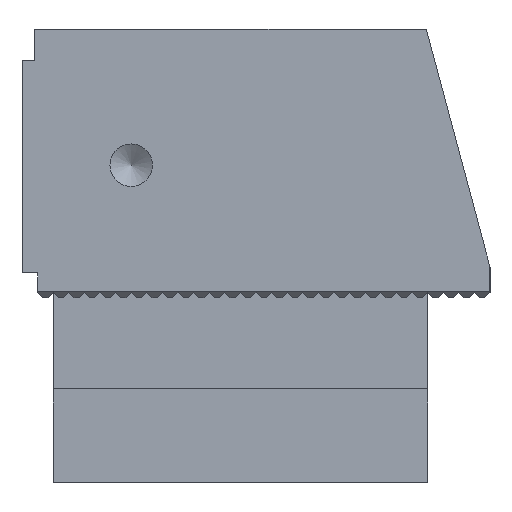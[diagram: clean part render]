
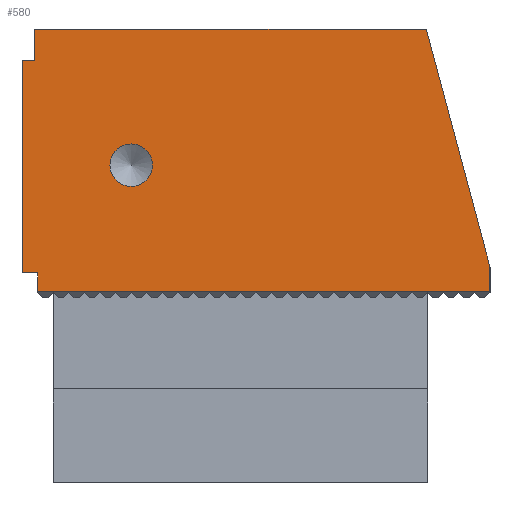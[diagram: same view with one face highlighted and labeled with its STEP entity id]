
A CAD part, left-side view. The second image highlights one B-rep face of the part: STEP entity #580.
In plain terms, the highlighted face is planar.
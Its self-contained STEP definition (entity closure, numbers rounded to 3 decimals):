
#580 = ADVANCED_FACE( '', ( #1257, #1258 ), #1259, .F. );
#1257 = FACE_BOUND( '', #2040, .T. );
#1258 = FACE_OUTER_BOUND( '', #2041, .T. );
#1259 = PLANE( '', #2042 );
#2040 = EDGE_LOOP( '', ( #3545 ) );
#2041 = EDGE_LOOP( '', ( #3546, #3547, #3548, #3549, #3550, #3551, #3552, #3553, #3554 ) );
#2042 = AXIS2_PLACEMENT_3D( '', #3555, #3556, #3557 );
#3545 = ORIENTED_EDGE( '', *, *, #5040, .T. );
#3546 = ORIENTED_EDGE( '', *, *, #5225, .F. );
#3547 = ORIENTED_EDGE( '', *, *, #4920, .T. );
#3548 = ORIENTED_EDGE( '', *, *, #5305, .F. );
#3549 = ORIENTED_EDGE( '', *, *, #5306, .F. );
#3550 = ORIENTED_EDGE( '', *, *, #5307, .T. );
#3551 = ORIENTED_EDGE( '', *, *, #5308, .F. );
#3552 = ORIENTED_EDGE( '', *, *, #5149, .T. );
#3553 = ORIENTED_EDGE( '', *, *, #5309, .F. );
#3554 = ORIENTED_EDGE( '', *, *, #5310, .F. );
#3555 = CARTESIAN_POINT( '', ( 50., -37.5, 43. ) );
#3556 = DIRECTION( '', ( -1., 0., 0. ) );
#3557 = DIRECTION( '', ( 0., 0., 1. ) );
#4920 = EDGE_CURVE( '', #6011, #6016, #6018, .T. );
#5040 = EDGE_CURVE( '', #6204, #6204, #6205, .T. );
#5149 = EDGE_CURVE( '', #6379, #6377, #6380, .T. );
#5225 = EDGE_CURVE( '', #6011, #6485, #6486, .T. );
#5305 = EDGE_CURVE( '', #6597, #6016, #6598, .T. );
#5306 = EDGE_CURVE( '', #6599, #6597, #6600, .T. );
#5307 = EDGE_CURVE( '', #6599, #6601, #6602, .T. );
#5308 = EDGE_CURVE( '', #6379, #6601, #6603, .T. );
#5309 = EDGE_CURVE( '', #6604, #6377, #6605, .T. );
#5310 = EDGE_CURVE( '', #6485, #6604, #6606, .T. );
#6011 = VERTEX_POINT( '', #7559 );
#6016 = VERTEX_POINT( '', #7566 );
#6018 = LINE( '', #7569, #7570 );
#6204 = VERTEX_POINT( '', #7841 );
#6205 = CIRCLE( '', #7842, 3.4 );
#6377 = VERTEX_POINT( '', #8086 );
#6379 = VERTEX_POINT( '', #8089 );
#6380 = LINE( '', #8090, #8091 );
#6485 = VERTEX_POINT( '', #8243 );
#6486 = LINE( '', #8244, #8245 );
#6597 = VERTEX_POINT( '', #8409 );
#6598 = LINE( '', #8410, #8411 );
#6599 = VERTEX_POINT( '', #8412 );
#6600 = LINE( '', #8413, #8414 );
#6601 = VERTEX_POINT( '', #8415 );
#6602 = LINE( '', #8416, #8417 );
#6603 = LINE( '', #8418, #8419 );
#6604 = VERTEX_POINT( '', #8420 );
#6605 = LINE( '', #8421, #8422 );
#6606 = LINE( '', #8423, #8424 );
#7559 = CARTESIAN_POINT( '', ( 50., -37.5, 38. ) );
#7566 = CARTESIAN_POINT( '', ( 50., -37.5, 4. ) );
#7569 = CARTESIAN_POINT( '', ( 50., -37.5, 43. ) );
#7570 = VECTOR( '', #9173, 1000. );
#7841 = CARTESIAN_POINT( '', ( 50., -20., 17.85 ) );
#7842 = AXIS2_PLACEMENT_3D( '', #9268, #9269, #9270 );
#8086 = CARTESIAN_POINT( '', ( 50., 27.3, 43. ) );
#8089 = CARTESIAN_POINT( '', ( 50., 37.5, 4.933 ) );
#8090 = CARTESIAN_POINT( '', ( 50., 27.3, 43. ) );
#8091 = VECTOR( '', #9365, 1000. );
#8243 = CARTESIAN_POINT( '', ( 50., -35.5, 38. ) );
#8244 = CARTESIAN_POINT( '', ( 50., -37.5, 38. ) );
#8245 = VECTOR( '', #9431, 1000. );
#8409 = CARTESIAN_POINT( '', ( 50., -35., 4. ) );
#8410 = CARTESIAN_POINT( '', ( 50., -35., 4. ) );
#8411 = VECTOR( '', #9488, 1000. );
#8412 = CARTESIAN_POINT( '', ( 50., -35., 1. ) );
#8413 = CARTESIAN_POINT( '', ( 50., -35., 0. ) );
#8414 = VECTOR( '', #9489, 1000. );
#8415 = CARTESIAN_POINT( '', ( 50., 37.5, 1. ) );
#8416 = CARTESIAN_POINT( '', ( 50., -37.5, 1. ) );
#8417 = VECTOR( '', #9490, 1000. );
#8418 = CARTESIAN_POINT( '', ( 50., 37.5, 43. ) );
#8419 = VECTOR( '', #9491, 1000. );
#8420 = CARTESIAN_POINT( '', ( 50., -35.5, 43. ) );
#8421 = CARTESIAN_POINT( '', ( 50., -37.5, 43. ) );
#8422 = VECTOR( '', #9492, 1000. );
#8423 = CARTESIAN_POINT( '', ( 50., -35.5, 38. ) );
#8424 = VECTOR( '', #9493, 1000. );
#9173 = DIRECTION( '', ( 0., 0., -1. ) );
#9268 = CARTESIAN_POINT( '', ( 50., -20., 21.25 ) );
#9269 = DIRECTION( '', ( -1., 0., 0. ) );
#9270 = DIRECTION( '', ( 0., 0., -1. ) );
#9365 = DIRECTION( '', ( 0., -0.259, 0.966 ) );
#9431 = DIRECTION( '', ( 0., 1., 0. ) );
#9488 = DIRECTION( '', ( 0., -1., 0. ) );
#9489 = DIRECTION( '', ( 0., 0., 1. ) );
#9490 = DIRECTION( '', ( 0., 1., 0. ) );
#9491 = DIRECTION( '', ( 0., 0., -1. ) );
#9492 = DIRECTION( '', ( 0., 1., 0. ) );
#9493 = DIRECTION( '', ( 0., 0., 1. ) );
